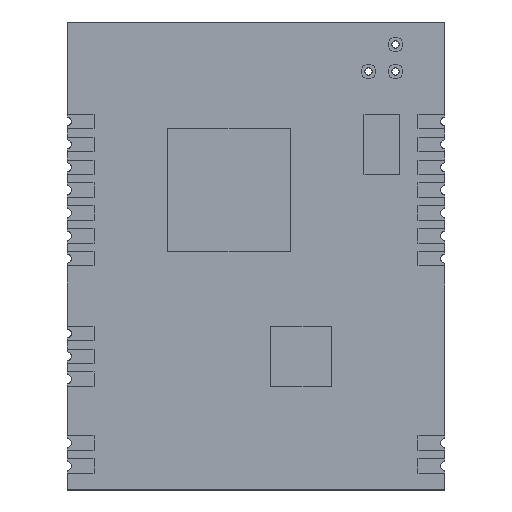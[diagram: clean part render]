
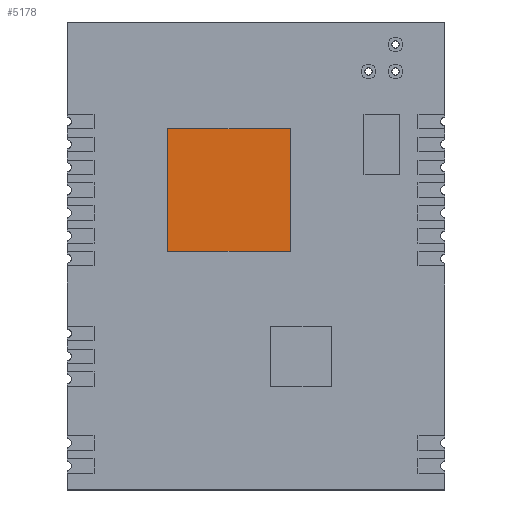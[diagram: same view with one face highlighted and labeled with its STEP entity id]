
A CAD part, top view. The second image highlights one B-rep face of the part: STEP entity #5178.
In plain terms, the highlighted planar face has unit normal (0, 0, 1).
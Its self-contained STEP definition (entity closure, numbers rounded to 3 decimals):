
#448=FACE_OUTER_BOUND('',#751,.T.);
#751=EDGE_LOOP('',(#4584,#4585,#4586,#4587));
#1376=LINE('',#8329,#2021);
#1379=LINE('',#8335,#2024);
#1382=LINE('',#8341,#2027);
#1385=LINE('',#8345,#2030);
#2021=VECTOR('',#6865,10.);
#2024=VECTOR('',#6870,10.);
#2027=VECTOR('',#6875,10.);
#2030=VECTOR('',#6880,10.);
#2503=VERTEX_POINT('',#8326);
#2504=VERTEX_POINT('',#8328);
#2506=VERTEX_POINT('',#8334);
#2508=VERTEX_POINT('',#8340);
#3196=EDGE_CURVE('',#2504,#2503,#1376,.T.);
#3199=EDGE_CURVE('',#2506,#2504,#1379,.T.);
#3202=EDGE_CURVE('',#2508,#2506,#1382,.T.);
#3205=EDGE_CURVE('',#2503,#2508,#1385,.T.);
#4584=ORIENTED_EDGE('',*,*,#3205,.T.);
#4585=ORIENTED_EDGE('',*,*,#3202,.T.);
#4586=ORIENTED_EDGE('',*,*,#3199,.T.);
#4587=ORIENTED_EDGE('',*,*,#3196,.T.);
#4887=PLANE('',#5570);
#5178=ADVANCED_FACE('',(#448),#4887,.T.);
#5570=AXIS2_PLACEMENT_3D('',#8346,#6881,#6882);
#6865=DIRECTION('',(0.,-1.,0.));
#6870=DIRECTION('',(-1.,0.,0.));
#6875=DIRECTION('',(0.,1.,0.));
#6880=DIRECTION('',(1.,0.,0.));
#6881=DIRECTION('center_axis',(0.,0.,1.));
#6882=DIRECTION('ref_axis',(1.,0.,0.));
#8326=CARTESIAN_POINT('',(-4.91,0.25,1.));
#8328=CARTESIAN_POINT('',(-4.91,7.07,1.));
#8329=CARTESIAN_POINT('',(-4.91,0.25,1.));
#8334=CARTESIAN_POINT('',(1.91,7.07,1.));
#8335=CARTESIAN_POINT('',(-4.91,7.07,1.));
#8340=CARTESIAN_POINT('',(1.91,0.25,1.));
#8341=CARTESIAN_POINT('',(1.91,7.07,1.));
#8345=CARTESIAN_POINT('',(1.91,0.25,1.));
#8346=CARTESIAN_POINT('Origin',(-1.5,3.66,1.));
